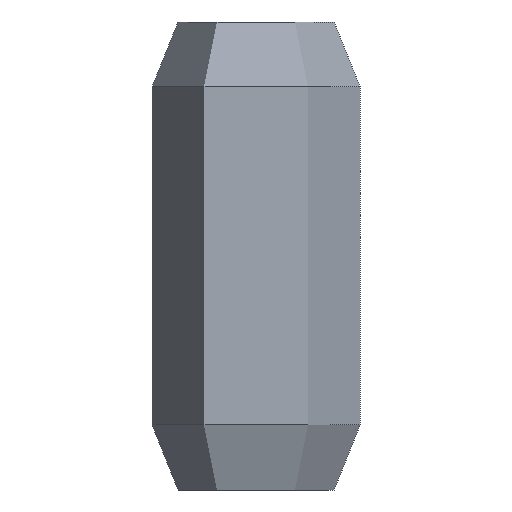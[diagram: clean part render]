
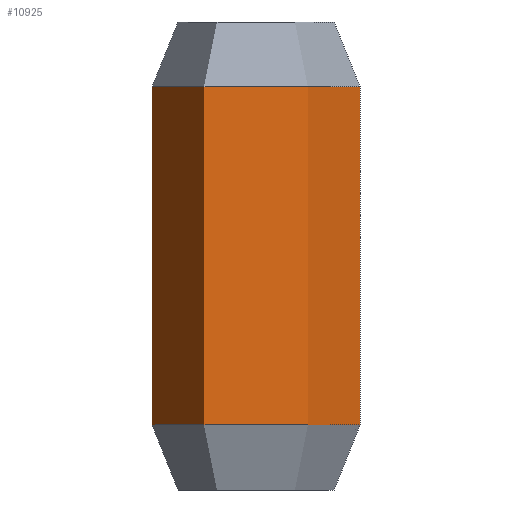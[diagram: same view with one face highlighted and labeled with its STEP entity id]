
A CAD part, front view. The second image highlights one B-rep face of the part: STEP entity #10925.
In plain terms, the highlighted cylindrical face has radius 8 mm (diameter 16 mm), a partial arc.
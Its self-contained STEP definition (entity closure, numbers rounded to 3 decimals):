
#135 = EDGE_LOOP ( 'NONE', ( #10645, #10798, #15377, #13790 ) ) ;
#163 = CARTESIAN_POINT ( 'NONE',  ( 0., 0., 13. ) ) ;
#174 = AXIS2_PLACEMENT_3D ( 'NONE', #14950, #5315, #5261 ) ;
#347 = LINE ( 'NONE', #11093, #3019 ) ;
#874 = CARTESIAN_POINT ( 'NONE',  ( 8., 0., -13. ) ) ;
#2024 = AXIS2_PLACEMENT_3D ( 'NONE', #163, #2617, #6129 ) ;
#2617 = DIRECTION ( 'NONE',  ( 0., 0., 1. ) ) ;
#2658 = VERTEX_POINT ( 'NONE', #12124 ) ;
#2966 = EDGE_CURVE ( 'NONE', #12519, #7777, #6375, .T. ) ;
#3019 = VECTOR ( 'NONE', #8630, 1000. ) ;
#4964 = LINE ( 'NONE', #8805, #14290 ) ;
#5261 = DIRECTION ( 'NONE',  ( 1., 0., 0. ) ) ;
#5315 = DIRECTION ( 'NONE',  ( 0., 0., 1. ) ) ;
#6129 = DIRECTION ( 'NONE',  ( 1., 0., 0. ) ) ;
#6204 = CARTESIAN_POINT ( 'NONE',  ( -8., 0., 13. ) ) ;
#6375 = CIRCLE ( 'NONE', #10103, 8. ) ;
#6510 = EDGE_CURVE ( 'NONE', #13657, #2658, #15033, .T. ) ;
#7003 = EDGE_CURVE ( 'NONE', #12519, #13657, #4964, .T. ) ;
#7197 = DIRECTION ( 'NONE',  ( 1., 0., 0. ) ) ;
#7777 = VERTEX_POINT ( 'NONE', #874 ) ;
#7793 = DIRECTION ( 'NONE',  ( 0., 0., 1. ) ) ;
#7968 = FACE_OUTER_BOUND ( 'NONE', #135, .T. ) ;
#8630 = DIRECTION ( 'NONE',  ( 0., 0., 1. ) ) ;
#8805 = CARTESIAN_POINT ( 'NONE',  ( -8., 0., 18. ) ) ;
#9470 = CARTESIAN_POINT ( 'NONE',  ( 0., 0., -13. ) ) ;
#10103 = AXIS2_PLACEMENT_3D ( 'NONE', #9470, #14483, #7197 ) ;
#10645 = ORIENTED_EDGE ( 'NONE', *, *, #7003, .F. ) ;
#10720 = EDGE_CURVE ( 'NONE', #7777, #2658, #347, .T. ) ;
#10798 = ORIENTED_EDGE ( 'NONE', *, *, #2966, .T. ) ;
#10925 = ADVANCED_FACE ( 'NONE', ( #7968 ), #12109, .T. ) ;
#10963 = CARTESIAN_POINT ( 'NONE',  ( -8., 0., -13. ) ) ;
#11093 = CARTESIAN_POINT ( 'NONE',  ( 8., 0., 18. ) ) ;
#12109 = CYLINDRICAL_SURFACE ( 'NONE', #174, 8. ) ;
#12124 = CARTESIAN_POINT ( 'NONE',  ( 8., 0., 13. ) ) ;
#12519 = VERTEX_POINT ( 'NONE', #10963 ) ;
#13657 = VERTEX_POINT ( 'NONE', #6204 ) ;
#13790 = ORIENTED_EDGE ( 'NONE', *, *, #6510, .F. ) ;
#14290 = VECTOR ( 'NONE', #7793, 1000. ) ;
#14483 = DIRECTION ( 'NONE',  ( 0., 0., 1. ) ) ;
#14950 = CARTESIAN_POINT ( 'NONE',  ( 0., 0., 18. ) ) ;
#15033 = CIRCLE ( 'NONE', #2024, 8. ) ;
#15377 = ORIENTED_EDGE ( 'NONE', *, *, #10720, .T. ) ;
